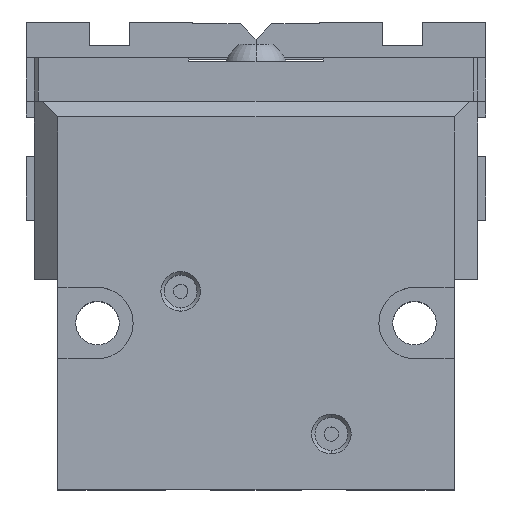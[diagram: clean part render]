
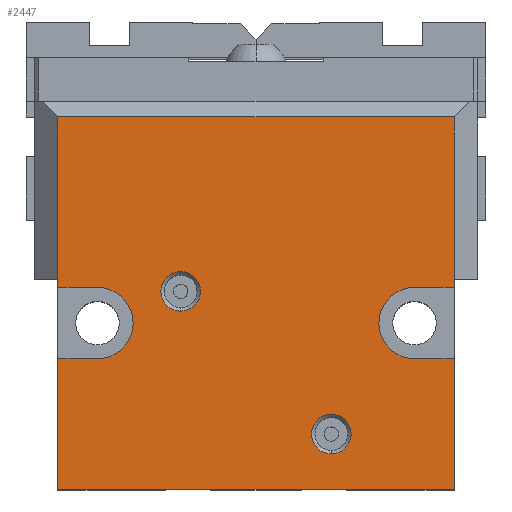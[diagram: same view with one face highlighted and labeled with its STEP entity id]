
A CAD part, top view. The second image highlights one B-rep face of the part: STEP entity #2447.
In plain terms, the highlighted planar face has unit normal (0, 0, 1).
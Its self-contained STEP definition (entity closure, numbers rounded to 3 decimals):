
#1791 = EDGE_CURVE( '', #3407, #1833, #4855, .T. );
#1833 = VERTEX_POINT( '', #4900 );
#1863 = EDGE_CURVE( '', #2605, #2769, #4935, .T. );
#1935 = VERTEX_POINT( '', #5015 );
#1977 = VERTEX_POINT( '', #5062 );
#2035 = VERTEX_POINT( '', #5127 );
#2071 = VERTEX_POINT( '', #5167 );
#2229 = EDGE_CURVE( '', #1977, #3573, #5339, .T. );
#2347 = EDGE_CURVE( '', #2071, #1977, #5475, .T. );
#2447 = ADVANCED_FACE( '', ( #5581, #5582, #5583 ), #5584, .T. );
#2601 = EDGE_CURVE( '', #4183, #4541, #5748, .T. );
#2605 = VERTEX_POINT( '', #5752 );
#2763 = EDGE_CURVE( '', #3609, #3981, #5922, .T. );
#2765 = EDGE_CURVE( '', #3573, #1935, #5924, .T. );
#2769 = VERTEX_POINT( '', #5928 );
#2967 = VERTEX_POINT( '', #6151 );
#3091 = EDGE_CURVE( '', #2035, #3205, #6289, .T. );
#3205 = VERTEX_POINT( '', #6415 );
#3247 = EDGE_CURVE( '', #2967, #4091, #6462, .T. );
#3363 = VERTEX_POINT( '', #6595 );
#3407 = VERTEX_POINT( '', #6646 );
#3573 = VERTEX_POINT( '', #6828 );
#3579 = EDGE_CURVE( '', #3781, #3363, #6834, .T. );
#3609 = VERTEX_POINT( '', #6871 );
#3759 = EDGE_CURVE( '', #2967, #2605, #7041, .T. );
#3781 = VERTEX_POINT( '', #7066 );
#3819 = EDGE_CURVE( '', #1935, #3781, #7107, .T. );
#3847 = EDGE_CURVE( '', #2035, #3407, #7135, .T. );
#3883 = EDGE_CURVE( '', #4541, #4183, #7175, .T. );
#3981 = VERTEX_POINT( '', #7281 );
#4037 = EDGE_CURVE( '', #2769, #3205, #7341, .T. );
#4091 = VERTEX_POINT( '', #7402 );
#4167 = EDGE_CURVE( '', #3981, #3609, #7494, .T. );
#4183 = VERTEX_POINT( '', #7511 );
#4513 = EDGE_CURVE( '', #4091, #3363, #7882, .T. );
#4521 = EDGE_CURVE( '', #1833, #2071, #7890, .T. );
#4541 = VERTEX_POINT( '', #7913 );
#4855 = LINE( '', #8333, #8334 );
#4900 = CARTESIAN_POINT( '', ( 25., 16.5, 18.5 ) );
#4935 = CIRCLE( '', #8437, 4.5 );
#5015 = CARTESIAN_POINT( '', ( 25., 26.5, 18.5 ) );
#5062 = CARTESIAN_POINT( '', ( 20., 25.5, 18.5 ) );
#5127 = CARTESIAN_POINT( '', ( -25., 0., 18.5 ) );
#5167 = CARTESIAN_POINT( '', ( 20., 16.5, 18.5 ) );
#5339 = LINE( '', #9034, #9035 );
#5475 = CIRCLE( '', #9245, 4.5 );
#5581 = FACE_BOUND( '', #9398, .T. );
#5582 = FACE_BOUND( '', #9399, .T. );
#5583 = FACE_OUTER_BOUND( '', #9400, .T. );
#5584 = PLANE( '', #9401 );
#5748 = CIRCLE( '', #9657, 2.5 );
#5752 = CARTESIAN_POINT( '', ( -20., 25.5, 18.5 ) );
#5922 = CIRCLE( '', #9911, 2.5 );
#5924 = LINE( '', #9914, #9915 );
#5928 = CARTESIAN_POINT( '', ( -20., 16.5, 18.5 ) );
#6151 = CARTESIAN_POINT( '', ( -25., 25.5, 18.5 ) );
#6289 = LINE( '', #10438, #10439 );
#6415 = CARTESIAN_POINT( '', ( -25., 16.5, 18.5 ) );
#6462 = LINE( '', #10676, #10677 );
#6595 = CARTESIAN_POINT( '', ( -25., 47., 18.5 ) );
#6646 = CARTESIAN_POINT( '', ( 25., 0., 18.5 ) );
#6828 = CARTESIAN_POINT( '', ( 25., 25.5, 18.5 ) );
#6834 = LINE( '', #11177, #11178 );
#6871 = CARTESIAN_POINT( '', ( 9.5, 9.5, 18.5 ) );
#7041 = LINE( '', #11468, #11469 );
#7066 = CARTESIAN_POINT( '', ( 25., 47., 18.5 ) );
#7107 = LINE( '', #11588, #11589 );
#7135 = LINE( '', #11631, #11632 );
#7175 = CIRCLE( '', #11689, 2.5 );
#7281 = CARTESIAN_POINT( '', ( 9.5, 4.5, 18.5 ) );
#7341 = LINE( '', #11928, #11929 );
#7402 = CARTESIAN_POINT( '', ( -25., 26.5, 18.5 ) );
#7494 = CIRCLE( '', #12123, 2.5 );
#7511 = CARTESIAN_POINT( '', ( -9.5, 22.5, 18.5 ) );
#7882 = LINE( '', #12695, #12696 );
#7890 = LINE( '', #12705, #12706 );
#7913 = CARTESIAN_POINT( '', ( -9.5, 27.5, 18.5 ) );
#8333 = CARTESIAN_POINT( '', ( 25., 0., 18.5 ) );
#8334 = VECTOR( '', #13084, 1. );
#8437 = AXIS2_PLACEMENT_3D( '', #13174, #13175, #13176 );
#9034 = CARTESIAN_POINT( '', ( 27.5, 25.5, 18.5 ) );
#9035 = VECTOR( '', #13623, 1. );
#9245 = AXIS2_PLACEMENT_3D( '', #13813, #13814, #13815 );
#9398 = EDGE_LOOP( '', ( #13899, #13900 ) );
#9399 = EDGE_LOOP( '', ( #13901, #13902 ) );
#9400 = EDGE_LOOP( '', ( #13903, #13904, #13905, #13906, #13907, #13908, #13909, #13910, #13911, #13912, #13913, #13914, #13915, #13916 ) );
#9401 = AXIS2_PLACEMENT_3D( '', #13917, #13918, #13919 );
#9657 = AXIS2_PLACEMENT_3D( '', #14059, #14060, #14061 );
#9911 = AXIS2_PLACEMENT_3D( '', #14212, #14213, #14214 );
#9914 = CARTESIAN_POINT( '', ( 25., 0., 18.5 ) );
#9915 = VECTOR( '', #14215, 1. );
#10438 = CARTESIAN_POINT( '', ( -25., 0., 18.5 ) );
#10439 = VECTOR( '', #14640, 1. );
#10676 = CARTESIAN_POINT( '', ( -25., 0., 18.5 ) );
#10677 = VECTOR( '', #14836, 1. );
#11177 = CARTESIAN_POINT( '', ( 26.5, 47., 18.5 ) );
#11178 = VECTOR( '', #15274, 1. );
#11468 = CARTESIAN_POINT( '', ( 2.5, 25.5, 18.5 ) );
#11469 = VECTOR( '', #15548, 1. );
#11588 = CARTESIAN_POINT( '', ( 25., 26.5, 18.5 ) );
#11589 = VECTOR( '', #15613, 1. );
#11631 = CARTESIAN_POINT( '', ( -25., 0., 18.5 ) );
#11632 = VECTOR( '', #15633, 1. );
#11689 = AXIS2_PLACEMENT_3D( '', #15674, #15675, #15676 );
#11928 = CARTESIAN_POINT( '', ( -2.5, 16.5, 18.5 ) );
#11929 = VECTOR( '', #15823, 1. );
#12123 = AXIS2_PLACEMENT_3D( '', #16052, #16053, #16054 );
#12695 = CARTESIAN_POINT( '', ( -25., 26.5, 18.5 ) );
#12696 = VECTOR( '', #16485, 1. );
#12705 = CARTESIAN_POINT( '', ( 22.5, 16.5, 18.5 ) );
#12706 = VECTOR( '', #16486, 1. );
#13084 = DIRECTION( '', ( 0., 1., 0. ) );
#13174 = CARTESIAN_POINT( '', ( -20., 21., 18.5 ) );
#13175 = DIRECTION( '', ( 0., 0., -1. ) );
#13176 = DIRECTION( '', ( 0., -1., 0. ) );
#13623 = DIRECTION( '', ( 1., 0., 0. ) );
#13813 = CARTESIAN_POINT( '', ( 20., 21., 18.5 ) );
#13814 = DIRECTION( '', ( 0., 0., -1. ) );
#13815 = DIRECTION( '', ( 0., 1., 0. ) );
#13899 = ORIENTED_EDGE( '', *, *, #3883, .T. );
#13900 = ORIENTED_EDGE( '', *, *, #2601, .T. );
#13901 = ORIENTED_EDGE( '', *, *, #2763, .T. );
#13902 = ORIENTED_EDGE( '', *, *, #4167, .T. );
#13903 = ORIENTED_EDGE( '', *, *, #4521, .T. );
#13904 = ORIENTED_EDGE( '', *, *, #2347, .T. );
#13905 = ORIENTED_EDGE( '', *, *, #2229, .T. );
#13906 = ORIENTED_EDGE( '', *, *, #2765, .T. );
#13907 = ORIENTED_EDGE( '', *, *, #3819, .T. );
#13908 = ORIENTED_EDGE( '', *, *, #3579, .T. );
#13909 = ORIENTED_EDGE( '', *, *, #4513, .F. );
#13910 = ORIENTED_EDGE( '', *, *, #3247, .F. );
#13911 = ORIENTED_EDGE( '', *, *, #3759, .T. );
#13912 = ORIENTED_EDGE( '', *, *, #1863, .T. );
#13913 = ORIENTED_EDGE( '', *, *, #4037, .T. );
#13914 = ORIENTED_EDGE( '', *, *, #3091, .F. );
#13915 = ORIENTED_EDGE( '', *, *, #3847, .T. );
#13916 = ORIENTED_EDGE( '', *, *, #1791, .T. );
#13917 = CARTESIAN_POINT( '', ( 25., 0., 18.5 ) );
#13918 = DIRECTION( '', ( 0., 0., 1. ) );
#13919 = DIRECTION( '', ( 1., 0., 0. ) );
#14059 = CARTESIAN_POINT( '', ( -9.5, 25., 18.5 ) );
#14060 = DIRECTION( '', ( 0., 0., -1. ) );
#14061 = DIRECTION( '', ( 0., 1., 0. ) );
#14212 = CARTESIAN_POINT( '', ( 9.5, 7., 18.5 ) );
#14213 = DIRECTION( '', ( 0., 0., -1. ) );
#14214 = DIRECTION( '', ( 0., 1., 0. ) );
#14215 = DIRECTION( '', ( 0., 1., 0. ) );
#14640 = DIRECTION( '', ( 0., 1., 0. ) );
#14836 = DIRECTION( '', ( 0., 1., 0. ) );
#15274 = DIRECTION( '', ( -1., 0., 0. ) );
#15548 = DIRECTION( '', ( 1., 0., 0. ) );
#15613 = DIRECTION( '', ( 0., 1., 0. ) );
#15633 = DIRECTION( '', ( 1., 0., 0. ) );
#15674 = CARTESIAN_POINT( '', ( -9.5, 25., 18.5 ) );
#15675 = DIRECTION( '', ( 0., 0., -1. ) );
#15676 = DIRECTION( '', ( 0., 1., 0. ) );
#15823 = DIRECTION( '', ( -1., 0., 0. ) );
#16052 = CARTESIAN_POINT( '', ( 9.5, 7., 18.5 ) );
#16053 = DIRECTION( '', ( 0., 0., -1. ) );
#16054 = DIRECTION( '', ( 0., 1., 0. ) );
#16485 = DIRECTION( '', ( 0., 1., 0. ) );
#16486 = DIRECTION( '', ( -1., 0., 0. ) );
